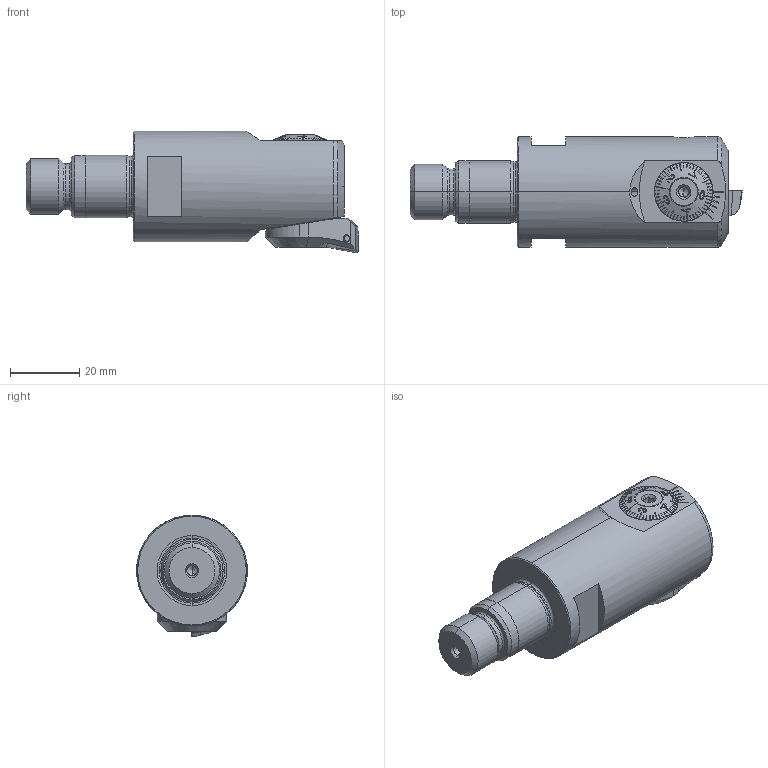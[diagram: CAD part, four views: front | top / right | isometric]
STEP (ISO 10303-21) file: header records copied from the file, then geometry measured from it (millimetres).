
FILE_DESCRIPTION (( 'STEP AP203' ), '1' );
FILE_NAME ('250.320.000C.STEP', '2018-02-26T13:27:37', ( 'SWIAdmin' ), ( 'Hewlett-Packard Company' ), 'SwSTEP 2.0', 'SolidWorks 2017', '' );
FILE_SCHEMA (( 'CONFIG_CONTROL_DESIGN' ));
Length unit declared in the file: millimetre
Products named in the file (17): F32-BG2.009.012_A; F32-WCA.001.007; F32-BG1.010.006_A; 250.320.000C; F32; CA3-F32.K20.065_D; F32-BG3.006.026_A; F32-BG1.002.017_B; ISO 4026 - M6 x 5; F32-BG2.014.012_A; Klebstoff D6; DIN 3771 - 15x1; F32-WCA.001.007_C_fertigbearbeitet; F32-BG2.017.003_A; CCMT060204; F32-BG2.017.004_A; WCA-ER2.001.006_A
Assembly tree (16 placements, depth 3):
  250.320.000C
    CA3-F32.K20.065_D
    F32
      F32-BG1.002.017_B
      F32-BG2.014.012_A
      DIN 3771 - 15x1
      F32-BG2.017.003_A
      F32-BG2.017.004_A
      F32-BG2.009.012_A
      F32-BG1.010.006_A
    F32-BG3.006.026_A
    ISO 4026 - M6 x 5
    Klebstoff D6
    F32-WCA.001.007
      F32-WCA.001.007_C_fertigbearbeitet
      CCMT060204
      WCA-ER2.001.006_A
Bounding box: 96 x 32 x 35.15 mm (x, y, z)
Volume: 52614.4 mm3; surface area: 18937.1 mm2
Topology: 16 solids, 16 shells, 760 faces, 1954 edges, 1234 vertices
Faces by surface type: plane 319, cone 186, cylinder 151, torus 55, bspline 47, sphere 2
Entity records: 27771 total; most frequent: CARTESIAN_POINT 8486, ORIENTED_EDGE 3880, DIRECTION 3346, EDGE_CURVE 1940, AXIS2_PLACEMENT_3D 1300, VERTEX_POINT 1234, EDGE_LOOP 812, FACE_OUTER_BOUND 760
